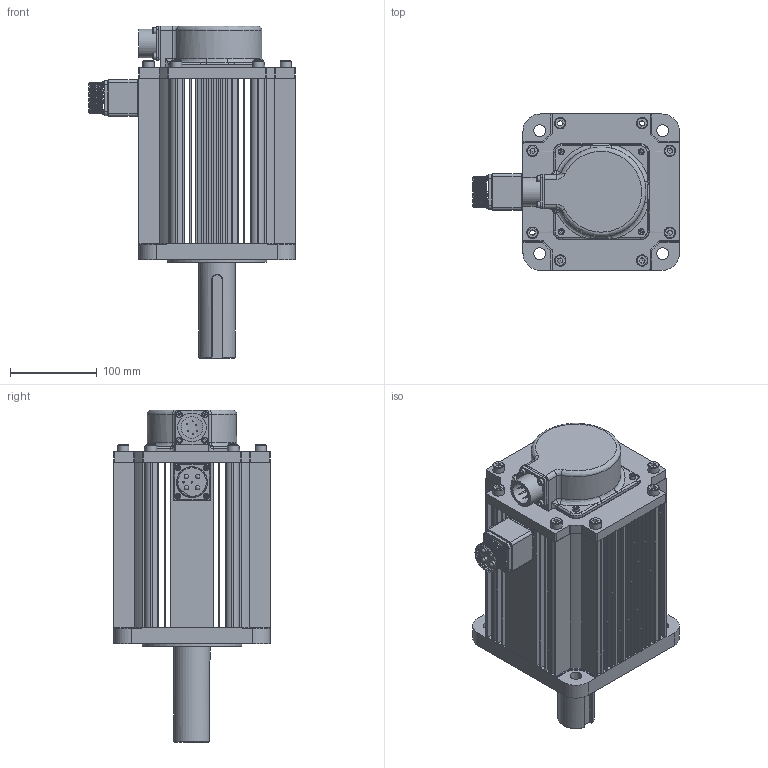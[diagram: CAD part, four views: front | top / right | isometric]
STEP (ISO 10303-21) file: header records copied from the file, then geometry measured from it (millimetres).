
FILE_DESCRIPTION (( 'STEP AP214' ), '1' );
FILE_NAME ('MS6H-35015B.STEP', '2020-04-30T01:15:59', ( '微软用户' ), ( '微软中国' ), 'SwSTEP 2.0', 'SolidWorks 2016', '' );
FILE_SCHEMA (( 'AUTOMOTIVE_DESIGN' ));
Products named in the file (1): MS6H-35015B
Bounding box: 237.9 x 180 x 382 mm (x, y, z)
Surface area: 431670 mm2 (no closed solid volume)
Topology: 0 solids, 74 shells, 875 faces, 2610 edges, 1785 vertices
Faces by surface type: plane 477, cylinder 247, bspline 89, cone 48, torus 10, sphere 4
Full cylindrical faces by diameter (mm): 1 x6, 2 x1, 5 x4, 6 x4, 7 x8, 13 x12, 13.5 x4, 14 x1, 15 x8, 25 x1, 33 x2, 35 x1, 42 x1, 45 x1, 62 x1, 114.3 x1, 130 x1, 160 x1
Entity records: 61764 total; most frequent: CARTESIAN_POINT 40264, DIRECTION 4222, ORIENTED_EDGE 3876, EDGE_CURVE 2440, VERTEX_POINT 1736, LINE 1458, VECTOR 1458, AXIS2_PLACEMENT_3D 1382
